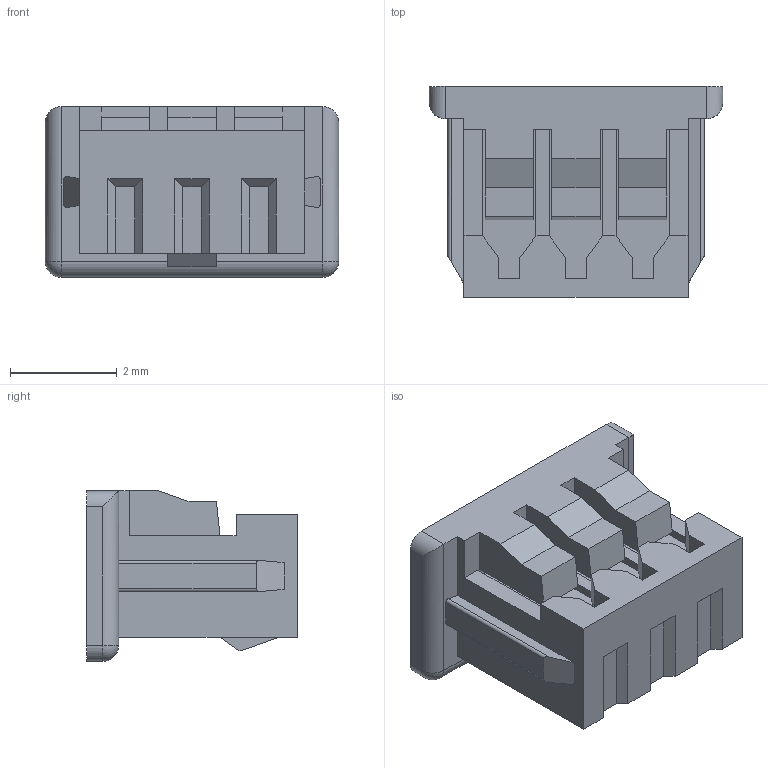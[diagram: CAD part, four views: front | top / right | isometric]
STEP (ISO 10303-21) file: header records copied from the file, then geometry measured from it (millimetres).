
FILE_DESCRIPTION((''),'2;1');
FILE_NAME('510210300','2016-08-16T',('rlalsangi'),(''),'PRO/ENGINEER BY PARAMETRIC TECHNOLOGY CORPORATION, 2012310','PRO/ENGINEER BY PARAMETRIC TECHNOLOGY CORPORATION, 2012310','');
FILE_SCHEMA(('CONFIG_CONTROL_DESIGN'));
Length unit declared in the file: millimetre
Products named in the file (1): 510210300
Bounding box: 5.5 x 3.95 x 3.2 mm (x, y, z)
Volume: 41.1 mm3; surface area: 116.7 mm2
Topology: 1 solids, 1 shells, 175 faces, 457 edges, 288 vertices
Faces by surface type: plane 162, cylinder 11, sphere 2
Entity records: 5281 total; most frequent: CARTESIAN_POINT 967, ORIENTED_EDGE 914, DIRECTION 817, EDGE_CURVE 457, VECTOR 437, LINE 437, VERTEX_POINT 288, AXIS2_PLACEMENT_3D 190
